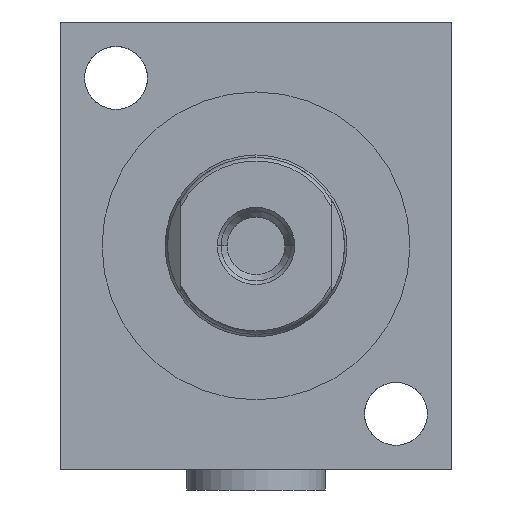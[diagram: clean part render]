
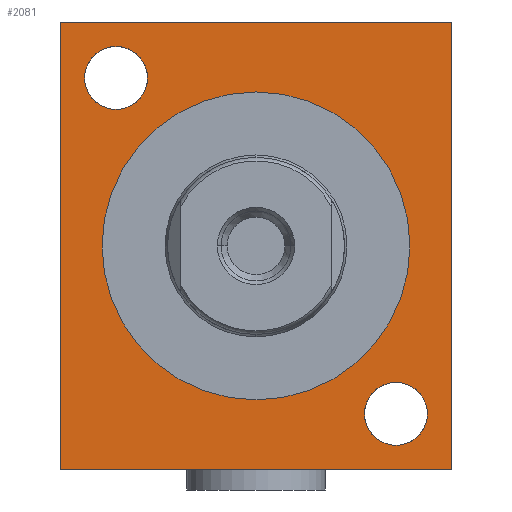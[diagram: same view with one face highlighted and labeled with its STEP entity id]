
A CAD part, left-side view. The second image highlights one B-rep face of the part: STEP entity #2081.
In plain terms, the highlighted planar face has unit normal (-1, 0, 0).
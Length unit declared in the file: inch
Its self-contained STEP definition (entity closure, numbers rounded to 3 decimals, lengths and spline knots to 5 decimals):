
#485=DIRECTION('',(0.,-1.,0.));
#486=VECTOR('',#485,1.75);
#487=CARTESIAN_POINT('',(0.,0.875,1.));
#488=LINE('',#487,#486);
#492=DIRECTION('',(0.,0.,-1.));
#493=VECTOR('',#492,2.);
#494=CARTESIAN_POINT('',(0.,-0.875,1.));
#495=LINE('',#494,#493);
#499=DIRECTION('',(0.,1.,0.));
#500=VECTOR('',#499,1.75);
#501=CARTESIAN_POINT('',(0.,-0.875,-1.));
#502=LINE('',#501,#500);
#506=DIRECTION('',(0.,0.,1.));
#507=VECTOR('',#506,2.);
#508=CARTESIAN_POINT('',(0.,0.875,-1.));
#509=LINE('',#508,#507);
#513=CARTESIAN_POINT('',(0.,0.625,0.75));
#514=DIRECTION('',(1.,0.,0.));
#515=DIRECTION('',(0.,1.,0.));
#516=AXIS2_PLACEMENT_3D('',#513,#514,#515);
#521=CARTESIAN_POINT('',(0.,0.625,0.75));
#522=DIRECTION('',(1.,0.,0.));
#523=DIRECTION('',(0.,-1.,0.));
#524=AXIS2_PLACEMENT_3D('',#521,#522,#523);
#529=CARTESIAN_POINT('',(0.,-0.625,-0.75));
#530=DIRECTION('',(1.,0.,0.));
#531=DIRECTION('',(0.,1.,0.));
#532=AXIS2_PLACEMENT_3D('',#529,#530,#531);
#537=CARTESIAN_POINT('',(0.,-0.625,-0.75));
#538=DIRECTION('',(1.,0.,0.));
#539=DIRECTION('',(0.,-1.,0.));
#540=AXIS2_PLACEMENT_3D('',#537,#538,#539);
#545=CARTESIAN_POINT('',(0.,0.,0.));
#546=DIRECTION('',(-1.,0.,0.));
#547=DIRECTION('',(0.,1.,0.));
#548=AXIS2_PLACEMENT_3D('',#545,#546,#547);
#553=CARTESIAN_POINT('',(0.,0.,0.));
#554=DIRECTION('',(-1.,0.,0.));
#555=DIRECTION('',(0.,-1.,0.));
#556=AXIS2_PLACEMENT_3D('',#553,#554,#555);
#1358=CARTESIAN_POINT('',(0.,0.875,1.));
#1359=CARTESIAN_POINT('',(0.,-0.875,1.));
#1360=VERTEX_POINT('',#1358);
#1361=VERTEX_POINT('',#1359);
#1362=CARTESIAN_POINT('',(0.,-0.875,-1.));
#1363=VERTEX_POINT('',#1362);
#1364=CARTESIAN_POINT('',(0.,0.875,-1.));
#1365=VERTEX_POINT('',#1364);
#1374=CARTESIAN_POINT('',(0.,0.7655,0.75));
#1375=CARTESIAN_POINT('',(0.,0.4845,0.75));
#1376=VERTEX_POINT('',#1374);
#1377=VERTEX_POINT('',#1375);
#1450=CARTESIAN_POINT('',(0.,-0.4845,-0.75));
#1451=CARTESIAN_POINT('',(0.,-0.7655,-0.75));
#1452=VERTEX_POINT('',#1450);
#1453=VERTEX_POINT('',#1451);
#1462=CARTESIAN_POINT('',(0.,0.6875,0.));
#1463=CARTESIAN_POINT('',(0.,-0.6875,0.));
#1464=VERTEX_POINT('',#1462);
#1465=VERTEX_POINT('',#1463);
#2049=CARTESIAN_POINT('',(0.,0.,0.));
#2050=DIRECTION('',(1.,0.,0.));
#2051=DIRECTION('',(0.,0.,-1.));
#2052=AXIS2_PLACEMENT_3D('',#2049,#2050,#2051);
#2053=PLANE('',#2052);
#2055=ORIENTED_EDGE('',*,*,#2054,.T.);
#2057=ORIENTED_EDGE('',*,*,#2056,.T.);
#2059=ORIENTED_EDGE('',*,*,#2058,.T.);
#2061=ORIENTED_EDGE('',*,*,#2060,.T.);
#2062=EDGE_LOOP('',(#2055,#2057,#2059,#2061));
#2063=FACE_OUTER_BOUND('',#2062,.F.);
#2065=ORIENTED_EDGE('',*,*,#2064,.F.);
#2067=ORIENTED_EDGE('',*,*,#2066,.F.);
#2068=EDGE_LOOP('',(#2065,#2067));
#2069=FACE_BOUND('',#2068,.F.);
#2071=ORIENTED_EDGE('',*,*,#2070,.F.);
#2073=ORIENTED_EDGE('',*,*,#2072,.F.);
#2074=EDGE_LOOP('',(#2071,#2073));
#2075=FACE_BOUND('',#2074,.F.);
#2076=ORIENTED_EDGE('',*,*,#2039,.T.);
#2078=ORIENTED_EDGE('',*,*,#2077,.T.);
#2079=EDGE_LOOP('',(#2076,#2078));
#2080=FACE_BOUND('',#2079,.F.);
#2081=ADVANCED_FACE('',(#2063,#2069,#2075,#2080),#2053,.F.);
#517=CIRCLE('',#516,0.1405);
#525=CIRCLE('',#524,0.1405);
#533=CIRCLE('',#532,0.1405);
#541=CIRCLE('',#540,0.1405);
#549=CIRCLE('',#548,0.6875);
#557=CIRCLE('',#556,0.6875);
#2039=EDGE_CURVE('',#1464,#1465,#549,.T.);
#2054=EDGE_CURVE('',#1360,#1361,#488,.T.);
#2056=EDGE_CURVE('',#1361,#1363,#495,.T.);
#2058=EDGE_CURVE('',#1363,#1365,#502,.T.);
#2060=EDGE_CURVE('',#1365,#1360,#509,.T.);
#2064=EDGE_CURVE('',#1376,#1377,#517,.T.);
#2066=EDGE_CURVE('',#1377,#1376,#525,.T.);
#2070=EDGE_CURVE('',#1452,#1453,#533,.T.);
#2072=EDGE_CURVE('',#1453,#1452,#541,.T.);
#2077=EDGE_CURVE('',#1465,#1464,#557,.T.);
